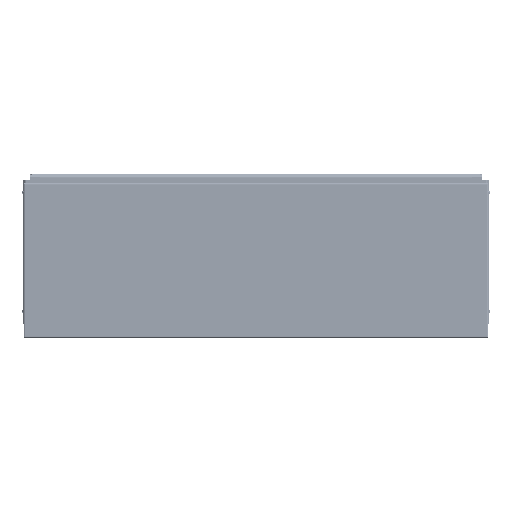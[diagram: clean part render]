
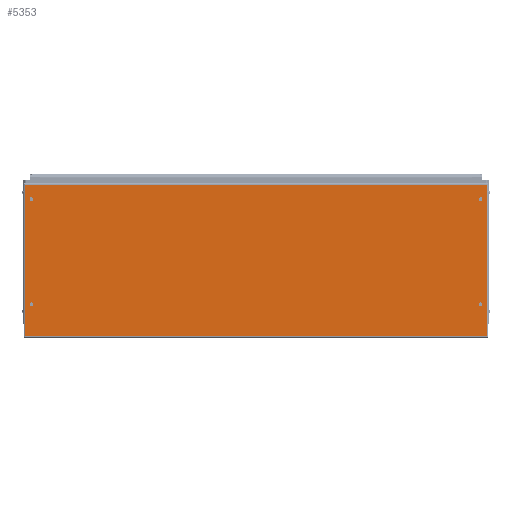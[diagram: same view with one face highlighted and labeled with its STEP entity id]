
A CAD part, top view. The second image highlights one B-rep face of the part: STEP entity #5353.
In plain terms, the highlighted face is planar.
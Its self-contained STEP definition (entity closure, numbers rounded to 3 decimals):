
#3102=FACE_BOUND('',#10348,.T.);
#3103=FACE_BOUND('',#10349,.T.);
#3104=FACE_BOUND('',#10350,.T.);
#3105=FACE_BOUND('',#10351,.T.);
#3106=FACE_BOUND('',#10352,.T.);
#4557=CIRCLE('',#40313,5.);
#4559=CIRCLE('',#40316,5.);
#4561=CIRCLE('',#40319,5.);
#4563=CIRCLE('',#40322,5.);
#5353=ADVANCED_FACE('F27',(#3102,#3103,#3104,#3105,#3106),#7209,.T.);
#7209=PLANE('',#40325);
#10348=EDGE_LOOP('',(#14051,#14052,#14053,#14054));
#10349=EDGE_LOOP('',(#14055));
#10350=EDGE_LOOP('',(#14056));
#10351=EDGE_LOOP('',(#14057));
#10352=EDGE_LOOP('',(#14058));
#14051=ORIENTED_EDGE('',*,*,#27853,.F.);
#14052=ORIENTED_EDGE('',*,*,#27854,.F.);
#14053=ORIENTED_EDGE('',*,*,#27855,.F.);
#14054=ORIENTED_EDGE('',*,*,#27856,.F.);
#14055=ORIENTED_EDGE('',*,*,#27851,.T.);
#14056=ORIENTED_EDGE('',*,*,#27848,.T.);
#14057=ORIENTED_EDGE('',*,*,#27845,.T.);
#14058=ORIENTED_EDGE('',*,*,#27842,.T.);
#24389=VERTEX_POINT('',#52073);
#24392=VERTEX_POINT('',#52083);
#24394=VERTEX_POINT('',#52090);
#24396=VERTEX_POINT('',#52099);
#24398=VERTEX_POINT('',#52106);
#24399=VERTEX_POINT('',#52111);
#24400=VERTEX_POINT('',#52113);
#24401=VERTEX_POINT('',#52115);
#27842=EDGE_CURVE('E108',#24392,#24392,#4557,.T.);
#27845=EDGE_CURVE('E107',#24394,#24394,#4559,.T.);
#27848=EDGE_CURVE('E106',#24396,#24396,#4561,.T.);
#27851=EDGE_CURVE('E105',#24398,#24398,#4563,.T.);
#27853=EDGE_CURVE('E88',#24389,#24399,#33006,.T.);
#27854=EDGE_CURVE('E68',#24400,#24389,#33007,.T.);
#27855=EDGE_CURVE('E80',#24401,#24400,#33008,.T.);
#27856=EDGE_CURVE('E62',#24399,#24401,#33009,.T.);
#33006=LINE('',#52110,#36658);
#33007=LINE('',#52112,#36659);
#33008=LINE('',#52114,#36660);
#33009=LINE('',#52116,#36661);
#36658=VECTOR('',#42972,1.);
#36659=VECTOR('',#42973,1.);
#36660=VECTOR('',#42974,1.);
#36661=VECTOR('',#42975,1.);
#40313=AXIS2_PLACEMENT_3D('',#52084,#42948,#42949);
#40316=AXIS2_PLACEMENT_3D('',#52091,#42954,#42955);
#40319=AXIS2_PLACEMENT_3D('',#52100,#42960,#42961);
#40322=AXIS2_PLACEMENT_3D('',#52107,#42966,#42967);
#40325=AXIS2_PLACEMENT_3D('',#52117,#42976,#42977);
#42948=DIRECTION('',(0.,-1.,0.));
#42949=DIRECTION('',(0.,0.,-1.));
#42954=DIRECTION('',(0.,-1.,0.));
#42955=DIRECTION('',(0.,0.,1.));
#42960=DIRECTION('',(0.,-1.,0.));
#42961=DIRECTION('',(0.,0.,-1.));
#42966=DIRECTION('',(0.,-1.,0.));
#42967=DIRECTION('',(0.,0.,1.));
#42972=DIRECTION('',(-1.,0.,0.));
#42973=DIRECTION('',(0.,0.,1.));
#42974=DIRECTION('',(1.,0.,0.));
#42975=DIRECTION('',(0.,0.,-1.));
#42976=DIRECTION('',(0.,1.,0.));
#42977=DIRECTION('',(0.,0.,1.));
#52073=CARTESIAN_POINT('',(389.209,-1357.554,-637.843));
#52083=CARTESIAN_POINT('',(372.709,-1357.554,-725.344));
#52084=CARTESIAN_POINT('',(372.709,-1357.554,-720.344));
#52090=CARTESIAN_POINT('',(-781.291,-1357.555,-725.344));
#52091=CARTESIAN_POINT('',(-781.291,-1357.554,-720.344));
#52099=CARTESIAN_POINT('',(372.709,-1357.554,-995.344));
#52100=CARTESIAN_POINT('',(372.709,-1357.554,-990.344));
#52106=CARTESIAN_POINT('',(-781.291,-1357.555,-995.344));
#52107=CARTESIAN_POINT('',(-781.291,-1357.554,-990.344));
#52110=CARTESIAN_POINT('',(-401.292,-1357.554,-637.843));
#52111=CARTESIAN_POINT('',(-797.791,-1357.554,-637.843));
#52112=CARTESIAN_POINT('',(389.209,-1357.554,-1027.844));
#52113=CARTESIAN_POINT('',(389.209,-1357.554,-1027.844));
#52114=CARTESIAN_POINT('',(392.708,-1357.554,-1027.844));
#52115=CARTESIAN_POINT('',(-797.791,-1357.554,-1027.844));
#52116=CARTESIAN_POINT('',(-797.791,-1357.554,-1027.844));
#52117=CARTESIAN_POINT('',(-397.791,-1357.554,-1027.844));
